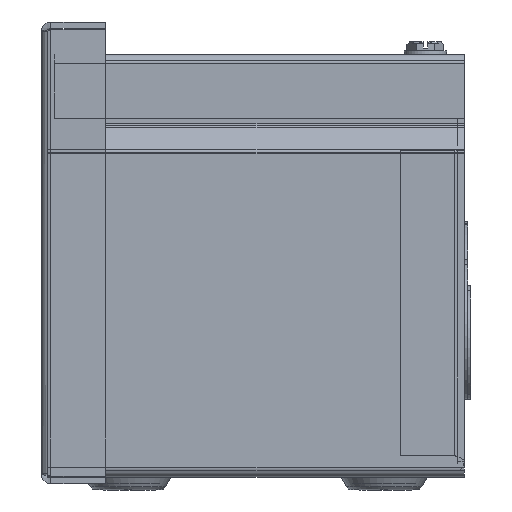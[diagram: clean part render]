
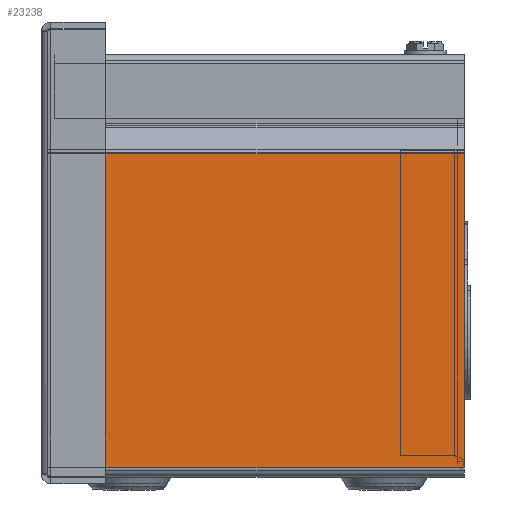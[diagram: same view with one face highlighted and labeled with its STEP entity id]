
A CAD part, left-side view. The second image highlights one B-rep face of the part: STEP entity #23238.
In plain terms, the highlighted planar face has unit normal (-1, 0, 0).
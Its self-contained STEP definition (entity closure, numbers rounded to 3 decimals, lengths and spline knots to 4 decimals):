
#1207=LINE($,#33696,#3053);
#1210=LINE($,#33702,#3056);
#1218=LINE($,#33725,#3064);
#1219=LINE($,#33729,#3065);
#3053=VECTOR($,#27204,4.0625);
#3056=VECTOR($,#27209,3.061);
#3064=VECTOR($,#27241,4.0625);
#3065=VECTOR($,#27248,3.061);
#4878=PLANE($,#24682);
#5761=FACE_OUTER_BOUND($,#7130,.T.);
#7130=EDGE_LOOP($,(#15180,#15181,#15182,#15183));
#9608=VERTEX_POINT($,#33684);
#9609=VERTEX_POINT($,#33688);
#9611=VERTEX_POINT($,#33700);
#9614=VERTEX_POINT($,#33724);
#11722=EDGE_CURVE($,#9608,#9609,#1207,.T.);
#11725=EDGE_CURVE($,#9611,#9609,#1210,.T.);
#11737=EDGE_CURVE($,#9611,#9614,#1218,.T.);
#11740=EDGE_CURVE($,#9608,#9614,#1219,.T.);
#15180=ORIENTED_EDGE($,*,*,#11722,.T.);
#15181=ORIENTED_EDGE($,*,*,#11725,.F.);
#15182=ORIENTED_EDGE($,*,*,#11737,.T.);
#15183=ORIENTED_EDGE($,*,*,#11740,.F.);
#23238=ADVANCED_FACE($,(#5761),#4878,.F.);
#24682=AXIS2_PLACEMENT_3D($,#33737,#27260,#27261);
#27204=DIRECTION($,(0.,1.,0.));
#27209=DIRECTION($,(0.,0.,1.));
#27241=DIRECTION($,(0.,-1.,0.));
#27248=DIRECTION($,(0.,0.,-1.));
#27260=DIRECTION('center_axis',(1.,0.,0.));
#27261=DIRECTION('ref_axis',(0.,0.,
-1.));
#33684=CARTESIAN_POINT('',(-24.0625,-2.0313,3.1542));
#33688=CARTESIAN_POINT('',(-24.0625,2.0313,3.1542));
#33696=CARTESIAN_POINT($,(-24.0625,1.0156,3.1542));
#33700=CARTESIAN_POINT('',(-24.0625,2.0313,0.0932));
#33702=CARTESIAN_POINT($,(-24.0625,2.0313,0.0932));
#33724=CARTESIAN_POINT('',(-24.0625,-2.0313,0.0932));
#33725=CARTESIAN_POINT($,(-24.0625,0.,0.0932));
#33729=CARTESIAN_POINT($,(-24.0625,-2.0313,-0.0445));
#33737=CARTESIAN_POINT('Origin',(-24.0625,0.,
1.5997));
